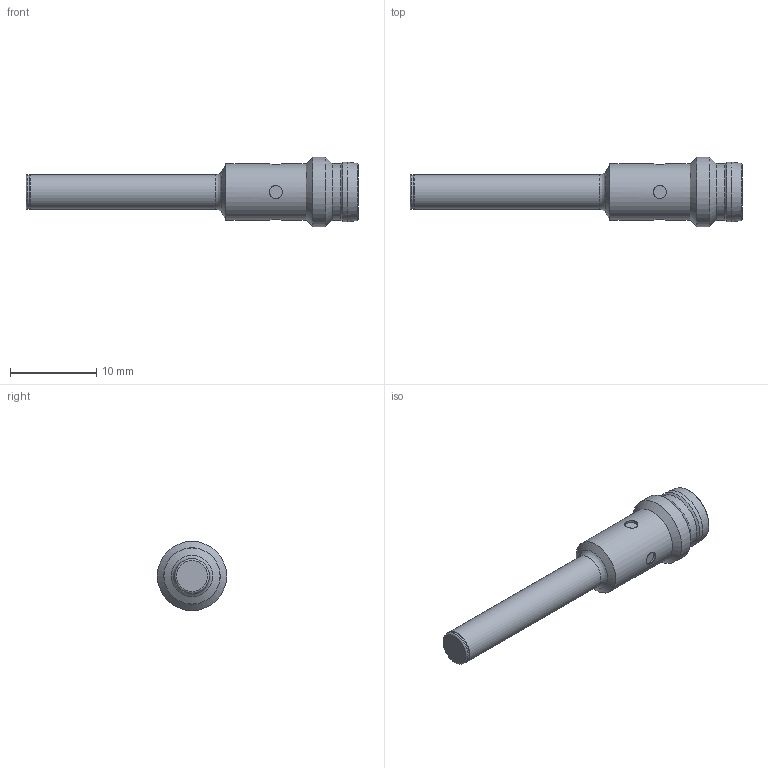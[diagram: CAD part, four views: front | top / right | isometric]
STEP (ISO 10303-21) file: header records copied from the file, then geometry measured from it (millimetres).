
FILE_DESCRIPTION(('FreeCAD Model'),'2;1');
FILE_NAME('DCC_40_V_15_xxK-TSL.step','2017-06-09T14:08:30',( 'FreeCAD'),('FreeCAD'),'Open CASCADE STEP processor 6.7','FreeCAD', 'Unknown');
FILE_SCHEMA(('AUTOMOTIVE_DESIGN_CC2 { 1 2 10303 214 -1 1 5 4 }'));
Length unit declared in the file: millimetre
Products named in the file (31): DCC_4.0_V_1.5_xxK-TSL_001; DCC_4.0_V_1.5_xxK-TSL_020; DCC_4.0_V_1.5_xxK-TSL_027; DCC_4.0_V_1.5_xxK-TSL_028; DCC_4.0_V_1.5_xxK-TSL_024; DCC_4.0_V_1.5_xxK-TSL_025; DCC_4.0_V_1.5_xxK-TSL_026; DCC_4.0_V_1.5_xxK-TSL_023; DCC_4.0_V_1.5_xxK-TSL_022; DCC_4.0_V_1.5_xxK-TSL_021; DCC_4.0_V_1.5_xxK-TSL_029; DCC_4.0_V_1.5_xxK-TSL_031; DCC_4.0_V_1.5_xxK-TSL_030; DCC_4.0_V_1.5_xxK-TSL_002; DCC_4.0_V_1.5_xxK-TSL_019; DCC_4.0_V_1.5_xxK-TSL_015; DCC_4.0_V_1.5_xxK-TSL_014; DCC_4.0_V_1.5_xxK-TSL_003; DCC_4.0_V_1.5_xxK-TSL_017; DCC_4.0_V_1.5_xxK-TSL_016; DCC_4.0_V_1.5_xxK-TSL_009; DCC_4.0_V_1.5_xxK-TSL_004; DCC_4.0_V_1.5_xxK-TSL_006; DCC_4.0_V_1.5_xxK-TSL_007; DCC_4.0_V_1.5_xxK-TSL_008; DCC_4.0_V_1.5_xxK-TSL_018; DCC_4.0_V_1.5_xxK-TSL_010; DCC_4.0_V_1.5_xxK-TSL_005; DCC_4.0_V_1.5_xxK-TSL_012; DCC_4.0_V_1.5_xxK-TSL_011; DCC_4.0_V_1.5_xxK-TSL_013
Bounding box: 38.4 x 8 x 8 mm (x, y, z)
Volume: 4.9 mm3; surface area: 950.8 mm2
Topology: 1 solids, 31 shells, 34 faces, 107 edges, 77 vertices
Faces by surface type: cylinder 14, plane 8, cone 7, sphere 3, torus 2
Full cylindrical faces by diameter (mm): 1 x3, 1.5 x4, 4 x2, 5.85 x1, 6.5 x2, 6.9 x1, 8 x1
Entity records: 3760 total; most frequent: CARTESIAN_POINT 1686, DIRECTION 255, ORIENTED_EDGE 128, PCURVE 128, DEFINITIONAL_REPRESENTATION 128, B_SPLINE_CURVE_WITH_KNOTS 104, EDGE_CURVE 101, AXIS2_PLACEMENT_3D 99
